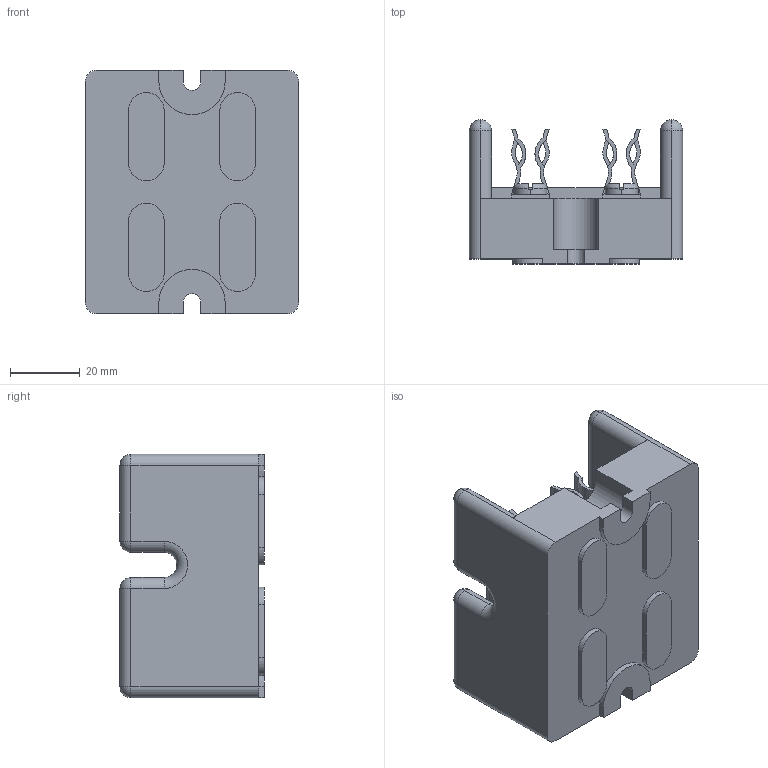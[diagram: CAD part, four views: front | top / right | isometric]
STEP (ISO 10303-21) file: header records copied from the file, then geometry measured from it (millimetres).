
FILE_DESCRIPTION (( 'STEP AP214' ), '1' );
FILE_NAME ('T30030-2SR.STEP', '2020-02-27T16:38:58', ( '' ), ( '' ), 'SwSTEP 2.0', 'SolidWorks 2019', '' );
FILE_SCHEMA (( 'AUTOMOTIVE_DESIGN' ));
Length unit declared in the file: inch
Products named in the file (1): T30030-2SR
Bounding box: 61.2 x 41.4 x 69.85 mm (x, y, z)
Volume: 94564.1 mm3; surface area: 27391.6 mm2
Topology: 9 solids, 9 shells, 403 faces, 1135 edges, 722 vertices
Faces by surface type: plane 204, cylinder 167, sphere 16, torus 14, bspline 2
Entity records: 13263 total; most frequent: CARTESIAN_POINT 2481, DIRECTION 2331, ORIENTED_EDGE 2238, EDGE_CURVE 1119, AXIS2_PLACEMENT_3D 844, VERTEX_POINT 722, LINE 643, VECTOR 643
